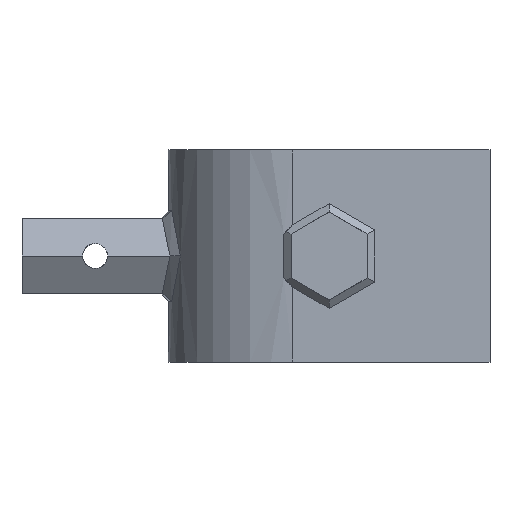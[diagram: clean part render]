
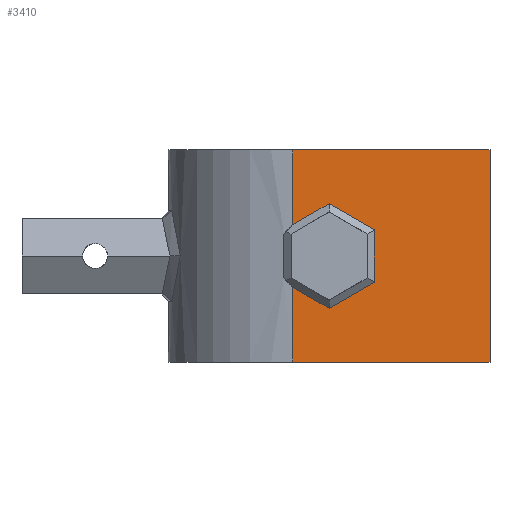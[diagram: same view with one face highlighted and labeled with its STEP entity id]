
A CAD part, left-side view. The second image highlights one B-rep face of the part: STEP entity #3410.
In plain terms, the highlighted planar face has unit normal (-1, 0, 0).
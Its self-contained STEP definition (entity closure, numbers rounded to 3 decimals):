
#27 = ORIENTED_EDGE ( 'NONE', *, *, #117, .T. ) ;
#106 = EDGE_CURVE ( 'NONE', #3992, #3823, #2808, .T. ) ;
#117 = EDGE_CURVE ( 'NONE', #3823, #1126, #3831, .T. ) ;
#211 = VECTOR ( 'NONE', #3819, 1000. ) ;
#247 = DIRECTION ( 'NONE',  ( 0., 0., -1. ) ) ;
#249 = VECTOR ( 'NONE', #247, 1000. ) ;
#331 = CARTESIAN_POINT ( 'NONE',  ( -17., 0., -14.5 ) ) ;
#341 = LINE ( 'NONE', #1673, #3159 ) ;
#430 = EDGE_CURVE ( 'NONE', #1482, #3424, #3087, .T. ) ;
#524 = CARTESIAN_POINT ( 'NONE',  ( -17., -5., -7.155 ) ) ;
#582 = CARTESIAN_POINT ( 'NONE',  ( -17., 0., -4.268 ) ) ;
#608 = CARTESIAN_POINT ( 'NONE',  ( -17., -5., 7.155 ) ) ;
#730 = ORIENTED_EDGE ( 'NONE', *, *, #2162, .T. ) ;
#775 = VERTEX_POINT ( 'NONE', #524 ) ;
#848 = LINE ( 'NONE', #4083, #1866 ) ;
#855 = VECTOR ( 'NONE', #926, 1000. ) ;
#926 = DIRECTION ( 'NONE',  ( 0., -0.866, 0.5 ) ) ;
#976 = VERTEX_POINT ( 'NONE', #2444 ) ;
#992 = EDGE_CURVE ( 'NONE', #1794, #1748, #848, .T. ) ;
#1013 = DIRECTION ( 'NONE',  ( 0., -1., 0. ) ) ;
#1020 = ORIENTED_EDGE ( 'NONE', *, *, #2804, .F. ) ;
#1083 = PLANE ( 'NONE',  #2024 ) ;
#1126 = VERTEX_POINT ( 'NONE', #608 ) ;
#1135 = FACE_OUTER_BOUND ( 'NONE', #2613, .T. ) ;
#1241 = DIRECTION ( 'NONE',  ( 0., -1., 0. ) ) ;
#1285 = CARTESIAN_POINT ( 'NONE',  ( -17., 0., 14.5 ) ) ;
#1311 = LINE ( 'NONE', #4181, #1888 ) ;
#1370 = DIRECTION ( 'NONE',  ( 1., 0., 0. ) ) ;
#1415 = LINE ( 'NONE', #2721, #1988 ) ;
#1482 = VERTEX_POINT ( 'NONE', #4165 ) ;
#1530 = EDGE_CURVE ( 'NONE', #1126, #976, #4187, .T. ) ;
#1535 = CARTESIAN_POINT ( 'NONE',  ( -17., 0., 14.5 ) ) ;
#1551 = ORIENTED_EDGE ( 'NONE', *, *, #1530, .T. ) ;
#1673 = CARTESIAN_POINT ( 'NONE',  ( -17., 0., -14.5 ) ) ;
#1702 = EDGE_CURVE ( 'NONE', #2260, #775, #1415, .T. ) ;
#1748 = VERTEX_POINT ( 'NONE', #331 ) ;
#1766 = CARTESIAN_POINT ( 'NONE',  ( -17., -27., 14.5 ) ) ;
#1794 = VERTEX_POINT ( 'NONE', #582 ) ;
#1866 = VECTOR ( 'NONE', #2143, 1000. ) ;
#1888 = VECTOR ( 'NONE', #2584, 1000. ) ;
#1988 = VECTOR ( 'NONE', #2382, 1000. ) ;
#2024 = AXIS2_PLACEMENT_3D ( 'NONE', #3693, #1370, #3009 ) ;
#2136 = CARTESIAN_POINT ( 'NONE',  ( -17., -11.196, -3.577 ) ) ;
#2143 = DIRECTION ( 'NONE',  ( 0., 0., -1. ) ) ;
#2162 = EDGE_CURVE ( 'NONE', #976, #2260, #3818, .T. ) ;
#2223 = CARTESIAN_POINT ( 'NONE',  ( -17., -4.5, 6.866 ) ) ;
#2259 = ORIENTED_EDGE ( 'NONE', *, *, #106, .T. ) ;
#2260 = VERTEX_POINT ( 'NONE', #2136 ) ;
#2354 = CARTESIAN_POINT ( 'NONE',  ( -17., 0., 4.268 ) ) ;
#2382 = DIRECTION ( 'NONE',  ( 0., 0.866, -0.5 ) ) ;
#2444 = CARTESIAN_POINT ( 'NONE',  ( -17., -11.196, 3.577 ) ) ;
#2496 = CARTESIAN_POINT ( 'NONE',  ( -17., 0., 14.5 ) ) ;
#2584 = DIRECTION ( 'NONE',  ( 0., 0.866, 0.5 ) ) ;
#2613 = EDGE_LOOP ( 'NONE', ( #2259, #27, #1551, #730, #3208, #2660, #3227, #3579, #3251, #1020 ) ) ;
#2660 = ORIENTED_EDGE ( 'NONE', *, *, #2987, .T. ) ;
#2673 = CARTESIAN_POINT ( 'NONE',  ( -17., -27., -14.5 ) ) ;
#2721 = CARTESIAN_POINT ( 'NONE',  ( -17., -5.5, -6.866 ) ) ;
#2804 = EDGE_CURVE ( 'NONE', #3992, #1482, #3523, .T. ) ;
#2808 = LINE ( 'NONE', #2496, #249 ) ;
#2987 = EDGE_CURVE ( 'NONE', #775, #1794, #1311, .T. ) ;
#3009 = DIRECTION ( 'NONE',  ( 0., 1., 0. ) ) ;
#3030 = VECTOR ( 'NONE', #3676, 1000. ) ;
#3087 = LINE ( 'NONE', #1766, #3030 ) ;
#3125 = VECTOR ( 'NONE', #3628, 1000. ) ;
#3159 = VECTOR ( 'NONE', #1013, 1000. ) ;
#3208 = ORIENTED_EDGE ( 'NONE', *, *, #1702, .T. ) ;
#3227 = ORIENTED_EDGE ( 'NONE', *, *, #992, .T. ) ;
#3251 = ORIENTED_EDGE ( 'NONE', *, *, #430, .F. ) ;
#3296 = EDGE_CURVE ( 'NONE', #1748, #3424, #341, .T. ) ;
#3410 = ADVANCED_FACE ( 'NONE', ( #1135 ), #1083, .F. ) ;
#3424 = VERTEX_POINT ( 'NONE', #2673 ) ;
#3504 = CARTESIAN_POINT ( 'NONE',  ( -17., -10.696, 3.866 ) ) ;
#3523 = LINE ( 'NONE', #1535, #4038 ) ;
#3579 = ORIENTED_EDGE ( 'NONE', *, *, #3296, .T. ) ;
#3628 = DIRECTION ( 'NONE',  ( 0., 0., -1. ) ) ;
#3676 = DIRECTION ( 'NONE',  ( 0., 0., -1. ) ) ;
#3693 = CARTESIAN_POINT ( 'NONE',  ( -17., 0., 14.5 ) ) ;
#3818 = LINE ( 'NONE', #4018, #3125 ) ;
#3819 = DIRECTION ( 'NONE',  ( 0., -0.866, -0.5 ) ) ;
#3823 = VERTEX_POINT ( 'NONE', #2354 ) ;
#3831 = LINE ( 'NONE', #2223, #855 ) ;
#3992 = VERTEX_POINT ( 'NONE', #1285 ) ;
#4018 = CARTESIAN_POINT ( 'NONE',  ( -17., -11.196, -3. ) ) ;
#4038 = VECTOR ( 'NONE', #1241, 1000. ) ;
#4083 = CARTESIAN_POINT ( 'NONE',  ( -17., 0., 14.5 ) ) ;
#4165 = CARTESIAN_POINT ( 'NONE',  ( -17., -27., 14.5 ) ) ;
#4181 = CARTESIAN_POINT ( 'NONE',  ( -17., 0.5, -3.979 ) ) ;
#4187 = LINE ( 'NONE', #3504, #211 ) ;
